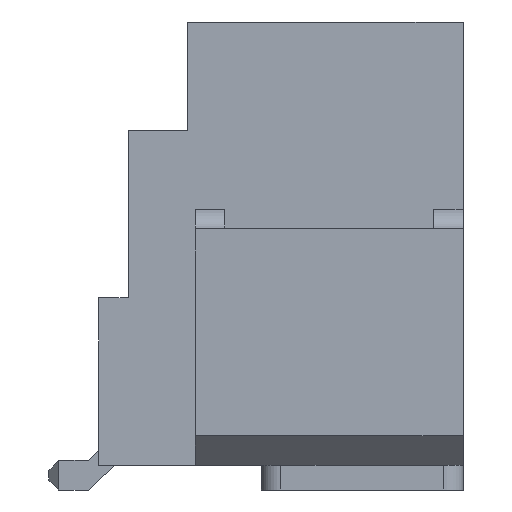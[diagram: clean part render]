
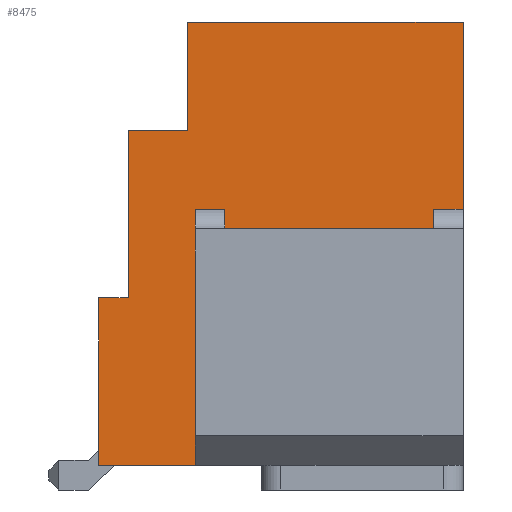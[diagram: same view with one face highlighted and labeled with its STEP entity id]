
A CAD part, left-side view. The second image highlights one B-rep face of the part: STEP entity #8475.
In plain terms, the highlighted face is planar.
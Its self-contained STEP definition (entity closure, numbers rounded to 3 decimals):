
#1228=ORIENTED_EDGE('',*,*,#2615,.T.);
#1229=ORIENTED_EDGE('',*,*,#2832,.T.);
#1230=ORIENTED_EDGE('',*,*,#3106,.F.);
#1231=ORIENTED_EDGE('',*,*,#3113,.F.);
#1232=ORIENTED_EDGE('',*,*,#2777,.F.);
#1233=ORIENTED_EDGE('',*,*,#2774,.F.);
#1234=ORIENTED_EDGE('',*,*,#2770,.F.);
#1235=ORIENTED_EDGE('',*,*,#2768,.F.);
#1236=ORIENTED_EDGE('',*,*,#3098,.F.);
#1237=ORIENTED_EDGE('',*,*,#3095,.F.);
#1238=ORIENTED_EDGE('',*,*,#3112,.T.);
#1239=ORIENTED_EDGE('',*,*,#2838,.T.);
#1240=ORIENTED_EDGE('',*,*,#2623,.F.);
#1241=ORIENTED_EDGE('',*,*,#2625,.T.);
#2615=EDGE_CURVE('',#3825,#3824,#4628,.T.);
#2623=EDGE_CURVE('',#3830,#3831,#4636,.T.);
#2625=EDGE_CURVE('',#3830,#3825,#4637,.T.);
#2768=EDGE_CURVE('',#3948,#3949,#4780,.T.);
#2770=EDGE_CURVE('',#3949,#3950,#4782,.T.);
#2774=EDGE_CURVE('',#3950,#3951,#4786,.T.);
#2777=EDGE_CURVE('',#3951,#3953,#4789,.T.);
#2832=EDGE_CURVE('',#3824,#3985,#4840,.T.);
#2838=EDGE_CURVE('',#3987,#3831,#4844,.T.);
#3095=EDGE_CURVE('',#4123,#4124,#5101,.T.);
#3098=EDGE_CURVE('',#4124,#3948,#5104,.T.);
#3106=EDGE_CURVE('',#4127,#3985,#5112,.T.);
#3112=EDGE_CURVE('',#4123,#3987,#5118,.T.);
#3113=EDGE_CURVE('',#3953,#4127,#5119,.T.);
#3824=VERTEX_POINT('',#11700);
#3825=VERTEX_POINT('',#11702);
#3830=VERTEX_POINT('',#11716);
#3831=VERTEX_POINT('',#11718);
#3948=VERTEX_POINT('',#12007);
#3949=VERTEX_POINT('',#12009);
#3950=VERTEX_POINT('',#12013);
#3951=VERTEX_POINT('',#12017);
#3953=VERTEX_POINT('',#12023);
#3985=VERTEX_POINT('',#12136);
#3987=VERTEX_POINT('',#12146);
#4123=VERTEX_POINT('',#12648);
#4124=VERTEX_POINT('',#12650);
#4127=VERTEX_POINT('',#12665);
#4628=LINE('',#11701,#5816);
#4636=LINE('',#11717,#5824);
#4637=LINE('',#11721,#5825);
#4780=LINE('',#12008,#5968);
#4782=LINE('',#12012,#5970);
#4786=LINE('',#12019,#5974);
#4789=LINE('',#12025,#5977);
#4840=LINE('',#12137,#6028);
#4844=LINE('',#12149,#6032);
#5101=LINE('',#12649,#6289);
#5104=LINE('',#12654,#6292);
#5112=LINE('',#12666,#6300);
#5118=LINE('',#12675,#6306);
#5119=LINE('',#12678,#6307);
#5816=VECTOR('',#9482,1000.);
#5824=VECTOR('',#9494,1000.);
#5825=VECTOR('',#9499,1000.);
#5968=VECTOR('',#9696,1000.);
#5970=VECTOR('',#9700,1000.);
#5974=VECTOR('',#9706,1000.);
#5977=VECTOR('',#9711,1000.);
#6028=VECTOR('',#9820,1000.);
#6032=VECTOR('',#9834,1000.);
#6289=VECTOR('',#10307,1000.);
#6292=VECTOR('',#10312,1000.);
#6300=VECTOR('',#10322,1000.);
#6306=VECTOR('',#10334,1000.);
#6307=VECTOR('',#10339,1000.);
#7123=EDGE_LOOP('',(#1228,#1229,#1230,#1231,#1232,#1233,#1234,#1235,#1236,
#1237,#1238,#1239,#1240,#1241));
#7591=FACE_BOUND('',#7123,.T.);
#8037=PLANE('',#9048);
#8475=ADVANCED_FACE('',(#7591),#8037,.F.);
#9048=AXIS2_PLACEMENT_3D('',#12677,#10337,#10338);
#9482=DIRECTION('',(0.,0.,1.));
#9494=DIRECTION('',(0.,0.,1.));
#9499=DIRECTION('',(0.,1.,0.));
#9696=DIRECTION('',(0.,1.,0.));
#9700=DIRECTION('',(0.,0.,1.));
#9706=DIRECTION('',(0.,1.,0.));
#9711=DIRECTION('',(0.,0.,1.));
#9820=DIRECTION('',(0.,1.,0.));
#9834=DIRECTION('',(0.,1.,0.));
#10307=DIRECTION('',(0.,-1.,0.));
#10312=DIRECTION('',(0.,0.,1.));
#10322=DIRECTION('',(0.,0.,-1.));
#10334=DIRECTION('',(0.,0.,1.));
#10337=DIRECTION('',(-1.,0.,0.));
#10338=DIRECTION('',(0.,0.,1.));
#10339=DIRECTION('',(0.,1.,0.));
#11700=CARTESIAN_POINT('',(6.5,1.55,0.35));
#11701=CARTESIAN_POINT('',(6.5,1.55,-0.15));
#11702=CARTESIAN_POINT('',(6.5,1.55,-0.15));
#11716=CARTESIAN_POINT('',(6.5,-0.57,-0.15));
#11717=CARTESIAN_POINT('',(6.5,-0.57,-0.15));
#11718=CARTESIAN_POINT('',(6.5,-0.57,0.35));
#11721=CARTESIAN_POINT('',(6.5,-0.57,-0.15));
#12007=CARTESIAN_POINT('',(6.5,-1.85,-0.55));
#12008=CARTESIAN_POINT('',(6.5,-1.85,-0.55));
#12009=CARTESIAN_POINT('',(6.5,-1.55,-0.55));
#12012=CARTESIAN_POINT('',(6.5,-1.55,-0.55));
#12013=CARTESIAN_POINT('',(6.5,-1.55,1.15));
#12017=CARTESIAN_POINT('',(6.5,-0.95,1.15));
#12019=CARTESIAN_POINT('',(6.5,-1.55,1.15));
#12023=CARTESIAN_POINT('',(6.5,-0.95,2.25));
#12025=CARTESIAN_POINT('',(6.5,-0.95,1.15));
#12136=CARTESIAN_POINT('',(6.5,1.85,0.35));
#12137=CARTESIAN_POINT('',(6.5,0.,0.35));
#12146=CARTESIAN_POINT('',(6.5,-0.87,0.35));
#12149=CARTESIAN_POINT('',(6.5,0.,0.35));
#12648=CARTESIAN_POINT('',(6.5,-0.87,-2.25));
#12649=CARTESIAN_POINT('',(6.5,1.85,-2.25));
#12650=CARTESIAN_POINT('',(6.5,-1.85,-2.25));
#12654=CARTESIAN_POINT('',(6.5,-1.85,-2.25));
#12665=CARTESIAN_POINT('',(6.5,1.85,2.25));
#12666=CARTESIAN_POINT('',(6.5,1.85,2.25));
#12675=CARTESIAN_POINT('',(6.5,-0.87,-2.25));
#12677=CARTESIAN_POINT('',(6.5,0.,0.));
#12678=CARTESIAN_POINT('',(6.5,-1.85,2.25));
